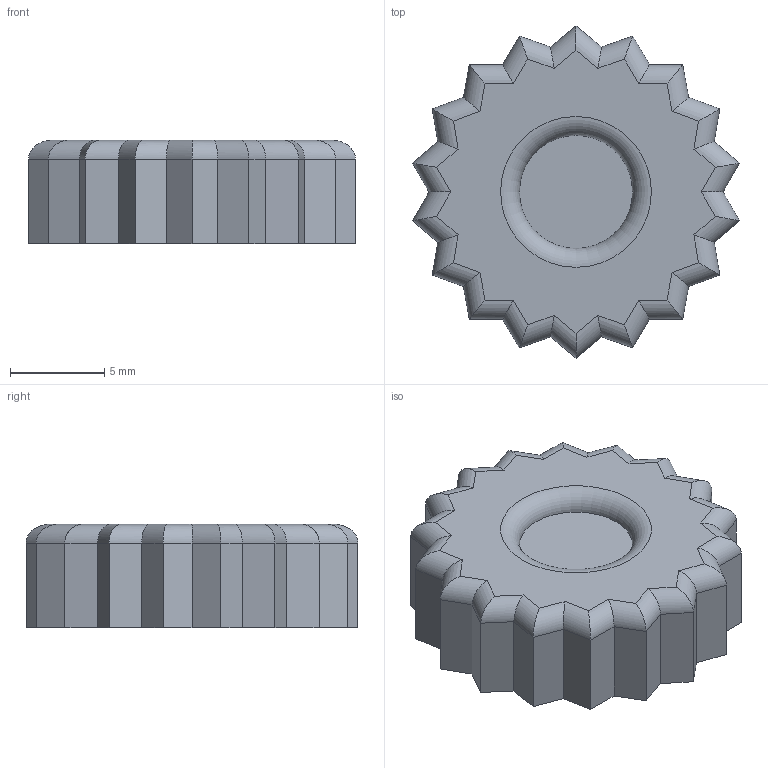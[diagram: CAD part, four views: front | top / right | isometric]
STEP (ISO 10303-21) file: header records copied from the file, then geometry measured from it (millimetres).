
FILE_DESCRIPTION(/* description */ (''),/* implementation_level */ '2;1');
FILE_NAME(/* name */ 'EC12LP v10.step',/* time_stamp */ '2024-03-18T23:12:02+01:00',/* author */ (''),/* organization */ (''),/* preprocessor_version */ 'ST-DEVELOPER v20',/* originating_system */ 'Autodesk Translation Framework v12.20.1.177',/* authorisation */ '');
FILE_SCHEMA (('AUTOMOTIVE_DESIGN { 1 0 10303 214 3 1 1 }'));
Length unit declared in the file: millimetre
Products named in the file (1): EC12LP
Bounding box: 17.33 x 17.6 x 5.5 mm (x, y, z)
Volume: 1077.8 mm3; surface area: 845.9 mm2
Topology: 1 solids, 1 shells, 86 faces, 207 edges, 126 vertices
Faces by surface type: plane 47, cylinder 38, torus 1
Entity records: 2479 total; most frequent: DIRECTION 424, CARTESIAN_POINT 420, ORIENTED_EDGE 414, EDGE_CURVE 207, LINE 164, VECTOR 164, AXIS2_PLACEMENT_3D 130, VERTEX_POINT 126
